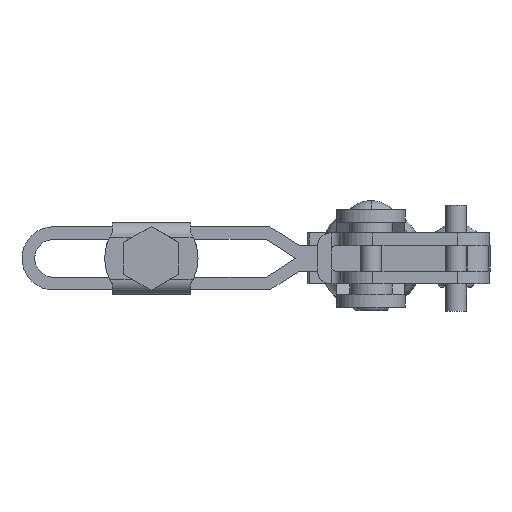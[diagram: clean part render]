
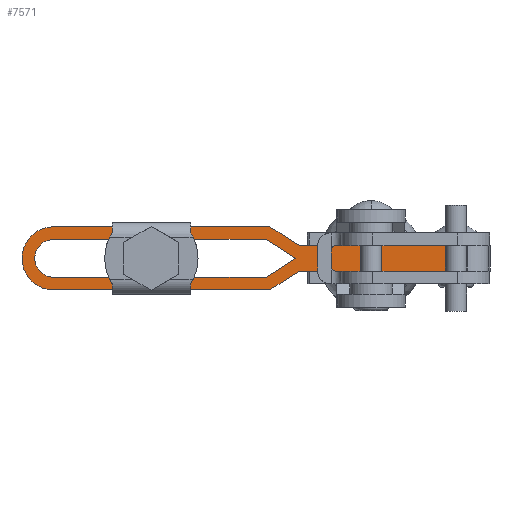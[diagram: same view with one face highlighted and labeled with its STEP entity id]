
A CAD part, front view. The second image highlights one B-rep face of the part: STEP entity #7571.
In plain terms, the highlighted planar face has unit normal (0, -1, 0).
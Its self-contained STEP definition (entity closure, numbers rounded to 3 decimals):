
#162 = EDGE_CURVE ( 'NONE', #3044, #10630, #8678, .T. ) ;
#595 = CIRCLE ( 'NONE', #2827, 4.45 ) ;
#631 = DIRECTION ( 'NONE',  ( 0., 1., 0. ) ) ;
#676 = ORIENTED_EDGE ( 'NONE', *, *, #10238, .F. ) ;
#677 = EDGE_CURVE ( 'NONE', #6090, #2868, #10646, .T. ) ;
#879 = ORIENTED_EDGE ( 'NONE', *, *, #10164, .T. ) ;
#940 = VECTOR ( 'NONE', #2536, 1000. ) ;
#967 = VECTOR ( 'NONE', #6332, 1000. ) ;
#1006 = LINE ( 'NONE', #11099, #8153 ) ;
#1014 = CARTESIAN_POINT ( 'NONE',  ( -9.801, 47.955, -3. ) ) ;
#1200 = DIRECTION ( 'NONE',  ( 1., 0., 0. ) ) ;
#1256 = VECTOR ( 'NONE', #11418, 1000. ) ;
#1315 = DIRECTION ( 'NONE',  ( 0.844, 0., -0.536 ) ) ;
#1379 = ORIENTED_EDGE ( 'NONE', *, *, #2901, .T. ) ;
#1486 = EDGE_CURVE ( 'NONE', #11931, #6090, #1006, .T. ) ;
#1539 = ORIENTED_EDGE ( 'NONE', *, *, #677, .F. ) ;
#1716 = ORIENTED_EDGE ( 'NONE', *, *, #162, .F. ) ;
#2080 = CARTESIAN_POINT ( 'NONE',  ( -72.199, 47.955, 0. ) ) ;
#2105 = CARTESIAN_POINT ( 'NONE',  ( -67.749, 47.955, 0. ) ) ;
#2318 = VECTOR ( 'NONE', #1315, 1000. ) ;
#2536 = DIRECTION ( 'NONE',  ( -1., 0., 0. ) ) ;
#2628 = LINE ( 'NONE', #6890, #2318 ) ;
#2676 = DIRECTION ( 'NONE',  ( -1., 0., 0. ) ) ;
#2784 = CARTESIAN_POINT ( 'NONE',  ( -67.749, 47.955, -7.45 ) ) ;
#2827 = AXIS2_PLACEMENT_3D ( 'NONE', #8508, #2924, #9431 ) ;
#2868 = VERTEX_POINT ( 'NONE', #3509 ) ;
#2901 = EDGE_CURVE ( 'NONE', #11931, #8001, #8114, .T. ) ;
#2924 = DIRECTION ( 'NONE',  ( 0., 1., 0. ) ) ;
#2931 = VECTOR ( 'NONE', #3435, 1000. ) ;
#3037 = EDGE_LOOP ( 'NONE', ( #10741, #1379, #11536, #9541, #676, #6166, #1716, #4036, #1539 ) ) ;
#3044 = VERTEX_POINT ( 'NONE', #2784 ) ;
#3063 = EDGE_CURVE ( 'NONE', #6995, #8001, #3558, .T. ) ;
#3167 = VERTEX_POINT ( 'NONE', #2080 ) ;
#3299 = CARTESIAN_POINT ( 'NONE',  ( -67.749, 47.955, 0. ) ) ;
#3435 = DIRECTION ( 'NONE',  ( -0.844, 0., -0.536 ) ) ;
#3453 = EDGE_CURVE ( 'NONE', #2868, #3044, #5573, .T. ) ;
#3509 = CARTESIAN_POINT ( 'NONE',  ( -16.801, 47.955, -7.45 ) ) ;
#3558 = LINE ( 'NONE', #4631, #10711 ) ;
#3717 = DIRECTION ( 'NONE',  ( 0.844, 0., -0.536 ) ) ;
#3743 = CIRCLE ( 'NONE', #7359, 4.45 ) ;
#3744 = DIRECTION ( 'NONE',  ( 1., 0., 0. ) ) ;
#3807 = VERTEX_POINT ( 'NONE', #6832 ) ;
#3933 = DIRECTION ( 'NONE',  ( 0., 1., 0. ) ) ;
#4036 = ORIENTED_EDGE ( 'NONE', *, *, #3453, .F. ) ;
#4144 = LINE ( 'NONE', #9678, #11300 ) ;
#4148 = VERTEX_POINT ( 'NONE', #10512 ) ;
#4210 = DIRECTION ( 'NONE',  ( 1., 0., 0. ) ) ;
#4313 = CARTESIAN_POINT ( 'NONE',  ( -67.749, 47.955, 0. ) ) ;
#4355 = ORIENTED_EDGE ( 'NONE', *, *, #11087, .T. ) ;
#4364 = CARTESIAN_POINT ( 'NONE',  ( 29.797, 47.955, -3. ) ) ;
#4435 = VECTOR ( 'NONE', #10377, 1000. ) ;
#4631 = CARTESIAN_POINT ( 'NONE',  ( 35.099, 47.955, 3. ) ) ;
#4649 = VERTEX_POINT ( 'NONE', #6290 ) ;
#4664 = CARTESIAN_POINT ( 'NONE',  ( -67.749, 47.955, 4.45 ) ) ;
#5057 = EDGE_CURVE ( 'NONE', #7556, #6995, #2628, .T. ) ;
#5167 = ORIENTED_EDGE ( 'NONE', *, *, #9509, .T. ) ;
#5176 = CARTESIAN_POINT ( 'NONE',  ( -9.801, 47.955, 3. ) ) ;
#5201 = CARTESIAN_POINT ( 'NONE',  ( -17.674, 47.955, -4.45 ) ) ;
#5252 = DIRECTION ( 'NONE',  ( 1., 0., 0. ) ) ;
#5380 = EDGE_CURVE ( 'NONE', #11751, #4649, #11057, .T. ) ;
#5409 = CARTESIAN_POINT ( 'NONE',  ( 29.797, 47.955, -7.45 ) ) ;
#5573 = LINE ( 'NONE', #10955, #940 ) ;
#5805 = CARTESIAN_POINT ( 'NONE',  ( -75.199, 47.955, 0. ) ) ;
#5808 = VECTOR ( 'NONE', #3717, 1000. ) ;
#6090 = VERTEX_POINT ( 'NONE', #1014 ) ;
#6166 = ORIENTED_EDGE ( 'NONE', *, *, #9932, .F. ) ;
#6172 = FACE_BOUND ( 'NONE', #7492, .T. ) ;
#6198 = LINE ( 'NONE', #10449, #1256 ) ;
#6290 = CARTESIAN_POINT ( 'NONE',  ( -10.674, 47.955, 0. ) ) ;
#6332 = DIRECTION ( 'NONE',  ( 0., 0., 1. ) ) ;
#6787 = CARTESIAN_POINT ( 'NONE',  ( 29.797, 47.955, 3. ) ) ;
#6832 = CARTESIAN_POINT ( 'NONE',  ( -67.749, 47.955, -4.45 ) ) ;
#6872 = EDGE_CURVE ( 'NONE', #7536, #3807, #4144, .T. ) ;
#6890 = CARTESIAN_POINT ( 'NONE',  ( -16.801, 47.955, 7.45 ) ) ;
#6950 = LINE ( 'NONE', #7592, #4435 ) ;
#6963 = LINE ( 'NONE', #9877, #11615 ) ;
#6991 = AXIS2_PLACEMENT_3D ( 'NONE', #4313, #631, #7156 ) ;
#6995 = VERTEX_POINT ( 'NONE', #5176 ) ;
#7156 = DIRECTION ( 'NONE',  ( 1., 0., 0. ) ) ;
#7359 = AXIS2_PLACEMENT_3D ( 'NONE', #3299, #9789, #4210 ) ;
#7492 = EDGE_LOOP ( 'NONE', ( #10344, #879, #5167, #4355, #9279, #11917 ) ) ;
#7536 = VERTEX_POINT ( 'NONE', #5201 ) ;
#7556 = VERTEX_POINT ( 'NONE', #8073 ) ;
#7571 = ADVANCED_FACE ( 'NONE', ( #11419, #6172 ), #11734, .F. ) ;
#7592 = CARTESIAN_POINT ( 'NONE',  ( -10.674, 47.955, 0. ) ) ;
#7724 = DIRECTION ( 'NONE',  ( 0., 1., 0. ) ) ;
#8001 = VERTEX_POINT ( 'NONE', #6787 ) ;
#8073 = CARTESIAN_POINT ( 'NONE',  ( -16.801, 47.955, 7.45 ) ) ;
#8114 = LINE ( 'NONE', #5409, #967 ) ;
#8153 = VECTOR ( 'NONE', #2676, 1000. ) ;
#8236 = VERTEX_POINT ( 'NONE', #4664 ) ;
#8309 = CIRCLE ( 'NONE', #11334, 7.45 ) ;
#8508 = CARTESIAN_POINT ( 'NONE',  ( -67.749, 47.955, 0. ) ) ;
#8678 = CIRCLE ( 'NONE', #11669, 7.45 ) ;
#8781 = CARTESIAN_POINT ( 'NONE',  ( -17.674, 47.955, 4.45 ) ) ;
#9279 = ORIENTED_EDGE ( 'NONE', *, *, #5380, .T. ) ;
#9431 = DIRECTION ( 'NONE',  ( 1., 0., 0. ) ) ;
#9509 = EDGE_CURVE ( 'NONE', #3167, #8236, #595, .T. ) ;
#9520 = CARTESIAN_POINT ( 'NONE',  ( -67.749, 47.955, 0. ) ) ;
#9541 = ORIENTED_EDGE ( 'NONE', *, *, #5057, .F. ) ;
#9678 = CARTESIAN_POINT ( 'NONE',  ( -17.674, 47.955, -4.45 ) ) ;
#9789 = DIRECTION ( 'NONE',  ( 0., 1., 0. ) ) ;
#9877 = CARTESIAN_POINT ( 'NONE',  ( -67.749, 47.955, 7.45 ) ) ;
#9932 = EDGE_CURVE ( 'NONE', #10630, #4148, #8309, .T. ) ;
#9945 = CARTESIAN_POINT ( 'NONE',  ( -9.801, 47.955, -3. ) ) ;
#10164 = EDGE_CURVE ( 'NONE', #3807, #3167, #3743, .T. ) ;
#10212 = CARTESIAN_POINT ( 'NONE',  ( -17.674, 47.955, 4.45 ) ) ;
#10238 = EDGE_CURVE ( 'NONE', #4148, #7556, #6963, .T. ) ;
#10344 = ORIENTED_EDGE ( 'NONE', *, *, #6872, .T. ) ;
#10377 = DIRECTION ( 'NONE',  ( -0.844, 0., -0.536 ) ) ;
#10449 = CARTESIAN_POINT ( 'NONE',  ( -67.749, 47.955, 4.45 ) ) ;
#10476 = DIRECTION ( 'NONE',  ( 1., 0., 0. ) ) ;
#10512 = CARTESIAN_POINT ( 'NONE',  ( -67.749, 47.955, 7.45 ) ) ;
#10559 = EDGE_CURVE ( 'NONE', #4649, #7536, #6950, .T. ) ;
#10630 = VERTEX_POINT ( 'NONE', #5805 ) ;
#10646 = LINE ( 'NONE', #9945, #2931 ) ;
#10711 = VECTOR ( 'NONE', #3744, 1000. ) ;
#10741 = ORIENTED_EDGE ( 'NONE', *, *, #1486, .F. ) ;
#10955 = CARTESIAN_POINT ( 'NONE',  ( -16.801, 47.955, -7.45 ) ) ;
#11057 = LINE ( 'NONE', #10212, #5808 ) ;
#11087 = EDGE_CURVE ( 'NONE', #8236, #11751, #6198, .T. ) ;
#11099 = CARTESIAN_POINT ( 'NONE',  ( 35.101, 47.955, -3. ) ) ;
#11300 = VECTOR ( 'NONE', #11601, 1000. ) ;
#11334 = AXIS2_PLACEMENT_3D ( 'NONE', #9520, #3933, #10476 ) ;
#11418 = DIRECTION ( 'NONE',  ( 1., 0., 0. ) ) ;
#11419 = FACE_OUTER_BOUND ( 'NONE', #3037, .T. ) ;
#11536 = ORIENTED_EDGE ( 'NONE', *, *, #3063, .F. ) ;
#11601 = DIRECTION ( 'NONE',  ( -1., 0., 0. ) ) ;
#11615 = VECTOR ( 'NONE', #5252, 1000. ) ;
#11669 = AXIS2_PLACEMENT_3D ( 'NONE', #2105, #7724, #1200 ) ;
#11734 = PLANE ( 'NONE',  #6991 ) ;
#11751 = VERTEX_POINT ( 'NONE', #8781 ) ;
#11917 = ORIENTED_EDGE ( 'NONE', *, *, #10559, .T. ) ;
#11931 = VERTEX_POINT ( 'NONE', #4364 ) ;
